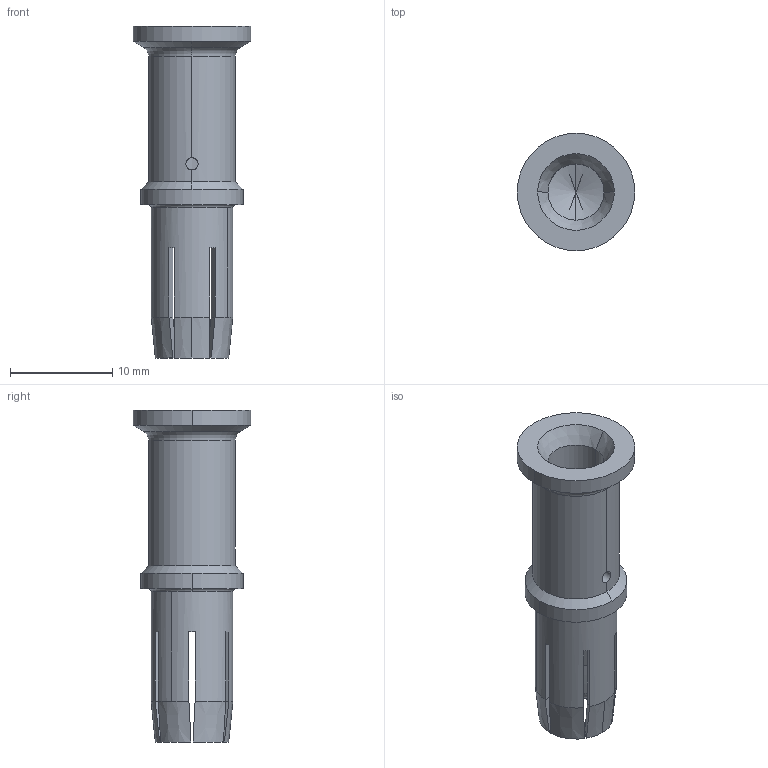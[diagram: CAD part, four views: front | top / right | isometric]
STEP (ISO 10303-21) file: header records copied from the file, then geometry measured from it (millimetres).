
FILE_DESCRIPTION(('Creo Elements/Direct Modeling STEP Export'),'2;1');
FILE_NAME('CX7FA_16.stp','2011-11-18T13:49:32',(''),(''),'Creo Elements/Direct Modeling STEP processor for AP214 (Solid Model)','Creo Elements/Direct Modeling 17.0C 05-Feb-2011 (C) Parametric Technology GmbH','');
FILE_SCHEMA(('AUTOMOTIVE_DESIGN { 1 0 10303 214 1 1 1 1 }'));
Length unit declared in the file: millimetre
Products named in the file (2): CX7FA_16
Assembly tree (1 placements, depth 2):
  CX7FA_16
    CX7FA_16
Bounding box: 11.5 x 11.5 x 32.5 mm (x, y, z)
Volume: 1041.9 mm3; surface area: 1606.4 mm2
Topology: 1 solids, 1 shells, 96 faces, 266 edges, 169 vertices
Faces by surface type: cone 40, plane 32, cylinder 14, torus 10
Entity records: 4715 total; most frequent: CARTESIAN_POINT 2297, ORIENTED_EDGE 524, DIRECTION 446, EDGE_CURVE 262, AXIS2_PLACEMENT_3D 184, VERTEX_POINT 169, EDGE_LOOP 99, FACE_OUTER_BOUND 96
